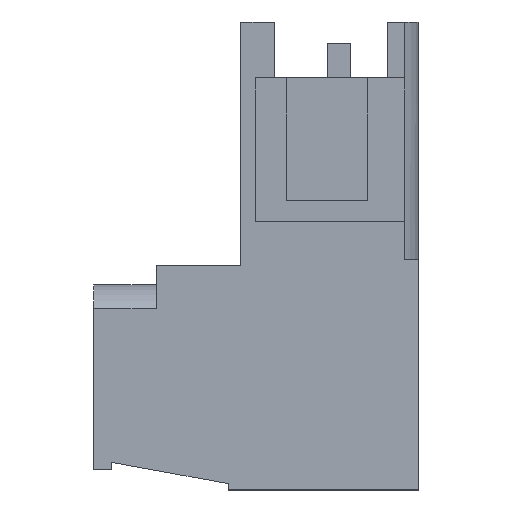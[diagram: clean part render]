
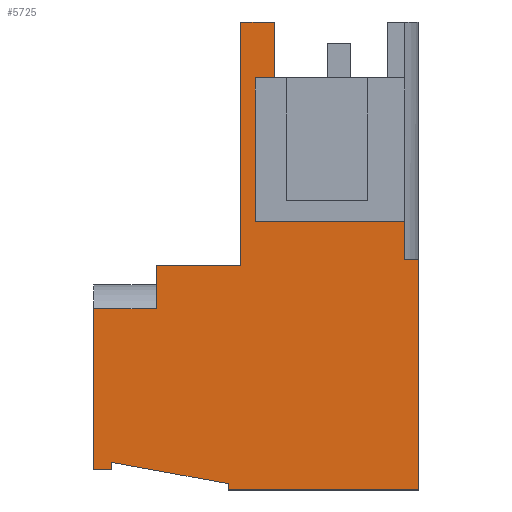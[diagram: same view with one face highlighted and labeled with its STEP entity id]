
A CAD part, left-side view. The second image highlights one B-rep face of the part: STEP entity #5725.
In plain terms, the highlighted planar face has unit normal (-1, 0, 0).
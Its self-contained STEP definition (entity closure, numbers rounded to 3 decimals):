
#2843=AXIS2_PLACEMENT_3D('Plane Axis2P3D',#2840,#2841,#2842) ;
#2825=CARTESIAN_POINT('Vertex',(0.98,6.785,19.415)) ;
#2840=CARTESIAN_POINT('Axis2P3D Location',(0.98,3.66,22.05)) ;
#2945=CARTESIAN_POINT('Vertex',(0.98,0.65,12.635)) ;
#2948=CARTESIAN_POINT('Line Origine',(0.98,0.65,11.743)) ;
#2952=CARTESIAN_POINT('Vertex',(0.98,0.65,10.85)) ;
#3010=CARTESIAN_POINT('Vertex',(0.98,6.785,22.05)) ;
#3013=CARTESIAN_POINT('Line Origine',(0.98,6.785,20.732)) ;
#3892=CARTESIAN_POINT('Line Origine',(0.98,7.23,19.415)) ;
#3896=CARTESIAN_POINT('Vertex',(0.98,7.675,19.415)) ;
#5504=CARTESIAN_POINT('Line Origine',(0.98,0.325,10.85)) ;
#5508=CARTESIAN_POINT('Vertex',(0.98,0.,10.85)) ;
#5603=CARTESIAN_POINT('Vertex',(0.98,7.675,12.635)) ;
#5606=CARTESIAN_POINT('Line Origine',(0.98,4.163,12.635)) ;
#5618=CARTESIAN_POINT('Line Origine',(0.98,7.675,16.025)) ;
#5623=CARTESIAN_POINT('Line Origine',(0.98,7.575,22.05)) ;
#5627=CARTESIAN_POINT('Vertex',(0.98,8.365,22.05)) ;
#5630=CARTESIAN_POINT('Line Origine',(0.98,8.365,16.318)) ;
#5634=CARTESIAN_POINT('Vertex',(0.98,8.365,10.586)) ;
#5637=CARTESIAN_POINT('Line Origine',(0.98,10.358,10.586)) ;
#5641=CARTESIAN_POINT('Vertex',(0.98,12.35,10.586)) ;
#5644=CARTESIAN_POINT('Line Origine',(0.98,12.35,9.568)) ;
#5648=CARTESIAN_POINT('Vertex',(0.98,12.35,8.55)) ;
#5651=CARTESIAN_POINT('Line Origine',(0.98,13.825,8.55)) ;
#5655=CARTESIAN_POINT('Vertex',(0.98,15.3,8.55)) ;
#5658=CARTESIAN_POINT('Line Origine',(0.98,15.3,4.75)) ;
#5662=CARTESIAN_POINT('Vertex',(0.98,15.3,0.95)) ;
#5665=CARTESIAN_POINT('Line Origine',(0.98,14.875,0.95)) ;
#5669=CARTESIAN_POINT('Vertex',(0.98,14.45,0.95)) ;
#5672=CARTESIAN_POINT('Line Origine',(0.98,14.45,1.127)) ;
#5676=CARTESIAN_POINT('Vertex',(0.98,14.45,1.303)) ;
#5679=CARTESIAN_POINT('Line Origine',(0.98,11.705,0.801)) ;
#5683=CARTESIAN_POINT('Vertex',(0.98,8.961,0.299)) ;
#5686=CARTESIAN_POINT('Line Origine',(0.98,8.961,0.149)) ;
#5690=CARTESIAN_POINT('Vertex',(0.98,8.961,0.)) ;
#5693=CARTESIAN_POINT('Line Origine',(0.98,4.48,0.)) ;
#5697=CARTESIAN_POINT('Vertex',(0.98,0.,0.)) ;
#5700=CARTESIAN_POINT('Line Origine',(0.98,0.,5.425)) ;
#2841=DIRECTION('Axis2P3D Direction',(1.,0.,0.)) ;
#2842=DIRECTION('Axis2P3D XDirection',(0.,1.,0.)) ;
#2949=DIRECTION('Vector Direction',(0.,0.,-1.)) ;
#3014=DIRECTION('Vector Direction',(0.,0.,1.)) ;
#3893=DIRECTION('Vector Direction',(0.,-1.,0.)) ;
#5505=DIRECTION('Vector Direction',(0.,-1.,0.)) ;
#5607=DIRECTION('Vector Direction',(0.,-1.,0.)) ;
#5619=DIRECTION('Vector Direction',(0.,0.,-1.)) ;
#5624=DIRECTION('Vector Direction',(0.,-1.,0.)) ;
#5631=DIRECTION('Vector Direction',(0.,0.,-1.)) ;
#5638=DIRECTION('Vector Direction',(0.,-1.,0.)) ;
#5645=DIRECTION('Vector Direction',(0.,0.,1.)) ;
#5652=DIRECTION('Vector Direction',(0.,-1.,0.)) ;
#5659=DIRECTION('Vector Direction',(0.,0.,1.)) ;
#5666=DIRECTION('Vector Direction',(0.,1.,0.)) ;
#5673=DIRECTION('Vector Direction',(0.,0.,-1.)) ;
#5680=DIRECTION('Vector Direction',(0.,-0.984,-0.18)) ;
#5687=DIRECTION('Vector Direction',(0.,0.,-1.)) ;
#5694=DIRECTION('Vector Direction',(0.,-1.,0.)) ;
#5701=DIRECTION('Vector Direction',(0.,0.,-1.)) ;
#2950=VECTOR('Line Direction',#2949,1.) ;
#3015=VECTOR('Line Direction',#3014,1.) ;
#3894=VECTOR('Line Direction',#3893,1.) ;
#5506=VECTOR('Line Direction',#5505,1.) ;
#5608=VECTOR('Line Direction',#5607,1.) ;
#5620=VECTOR('Line Direction',#5619,1.) ;
#5625=VECTOR('Line Direction',#5624,1.) ;
#5632=VECTOR('Line Direction',#5631,1.) ;
#5639=VECTOR('Line Direction',#5638,1.) ;
#5646=VECTOR('Line Direction',#5645,1.) ;
#5653=VECTOR('Line Direction',#5652,1.) ;
#5660=VECTOR('Line Direction',#5659,1.) ;
#5667=VECTOR('Line Direction',#5666,1.) ;
#5674=VECTOR('Line Direction',#5673,1.) ;
#5681=VECTOR('Line Direction',#5680,1.) ;
#5688=VECTOR('Line Direction',#5687,1.) ;
#5695=VECTOR('Line Direction',#5694,1.) ;
#5702=VECTOR('Line Direction',#5701,1.) ;
#5706=ORIENTED_EDGE('',*,*,#5610,.F.) ;
#5707=ORIENTED_EDGE('',*,*,#5622,.T.) ;
#5708=ORIENTED_EDGE('',*,*,#3898,.T.) ;
#5709=ORIENTED_EDGE('',*,*,#3017,.T.) ;
#5710=ORIENTED_EDGE('',*,*,#5629,.F.) ;
#5711=ORIENTED_EDGE('',*,*,#5636,.T.) ;
#5712=ORIENTED_EDGE('',*,*,#5643,.F.) ;
#5713=ORIENTED_EDGE('',*,*,#5650,.F.) ;
#5714=ORIENTED_EDGE('',*,*,#5657,.F.) ;
#5715=ORIENTED_EDGE('',*,*,#5664,.F.) ;
#5716=ORIENTED_EDGE('',*,*,#5671,.F.) ;
#5717=ORIENTED_EDGE('',*,*,#5678,.F.) ;
#5718=ORIENTED_EDGE('',*,*,#5685,.T.) ;
#5719=ORIENTED_EDGE('',*,*,#5692,.T.) ;
#5720=ORIENTED_EDGE('',*,*,#5699,.T.) ;
#5721=ORIENTED_EDGE('',*,*,#5704,.F.) ;
#5722=ORIENTED_EDGE('',*,*,#5510,.F.) ;
#5723=ORIENTED_EDGE('',*,*,#2954,.F.) ;
#5725=ADVANCED_FACE('HOUSING',(#5724),#2844,.F.) ;
#2954=EDGE_CURVE('',#2946,#2953,#2951,.T.) ;
#3017=EDGE_CURVE('',#2826,#3011,#3016,.T.) ;
#3898=EDGE_CURVE('',#3897,#2826,#3895,.T.) ;
#5510=EDGE_CURVE('',#2953,#5509,#5507,.T.) ;
#5610=EDGE_CURVE('',#5604,#2946,#5609,.T.) ;
#5622=EDGE_CURVE('',#5604,#3897,#5621,.F.) ;
#5629=EDGE_CURVE('',#5628,#3011,#5626,.T.) ;
#5636=EDGE_CURVE('',#5628,#5635,#5633,.T.) ;
#5643=EDGE_CURVE('',#5642,#5635,#5640,.T.) ;
#5650=EDGE_CURVE('',#5649,#5642,#5647,.T.) ;
#5657=EDGE_CURVE('',#5656,#5649,#5654,.T.) ;
#5664=EDGE_CURVE('',#5663,#5656,#5661,.T.) ;
#5671=EDGE_CURVE('',#5670,#5663,#5668,.T.) ;
#5678=EDGE_CURVE('',#5677,#5670,#5675,.T.) ;
#5685=EDGE_CURVE('',#5677,#5684,#5682,.T.) ;
#5692=EDGE_CURVE('',#5684,#5691,#5689,.T.) ;
#5699=EDGE_CURVE('',#5691,#5698,#5696,.T.) ;
#5704=EDGE_CURVE('',#5509,#5698,#5703,.T.) ;
#5705=EDGE_LOOP('',(#5706,#5707,#5708,#5709,#5710,#5711,#5712,#5713,#5714,#5715,#5716,#5717,#5718,#5719,#5720,#5721,#5722,#5723)) ;
#5724=FACE_OUTER_BOUND('',#5705,.T.) ;
#2951=LINE('Line',#2948,#2950) ;
#3016=LINE('Line',#3013,#3015) ;
#3895=LINE('Line',#3892,#3894) ;
#5507=LINE('Line',#5504,#5506) ;
#5609=LINE('Line',#5606,#5608) ;
#5621=LINE('Line',#5618,#5620) ;
#5626=LINE('Line',#5623,#5625) ;
#5633=LINE('Line',#5630,#5632) ;
#5640=LINE('Line',#5637,#5639) ;
#5647=LINE('Line',#5644,#5646) ;
#5654=LINE('Line',#5651,#5653) ;
#5661=LINE('Line',#5658,#5660) ;
#5668=LINE('Line',#5665,#5667) ;
#5675=LINE('Line',#5672,#5674) ;
#5682=LINE('Line',#5679,#5681) ;
#5689=LINE('Line',#5686,#5688) ;
#5696=LINE('Line',#5693,#5695) ;
#5703=LINE('Line',#5700,#5702) ;
#2844=PLANE('',#2843) ;
#2826=VERTEX_POINT('',#2825) ;
#2946=VERTEX_POINT('',#2945) ;
#2953=VERTEX_POINT('',#2952) ;
#3011=VERTEX_POINT('',#3010) ;
#3897=VERTEX_POINT('',#3896) ;
#5509=VERTEX_POINT('',#5508) ;
#5604=VERTEX_POINT('',#5603) ;
#5628=VERTEX_POINT('',#5627) ;
#5635=VERTEX_POINT('',#5634) ;
#5642=VERTEX_POINT('',#5641) ;
#5649=VERTEX_POINT('',#5648) ;
#5656=VERTEX_POINT('',#5655) ;
#5663=VERTEX_POINT('',#5662) ;
#5670=VERTEX_POINT('',#5669) ;
#5677=VERTEX_POINT('',#5676) ;
#5684=VERTEX_POINT('',#5683) ;
#5691=VERTEX_POINT('',#5690) ;
#5698=VERTEX_POINT('',#5697) ;
